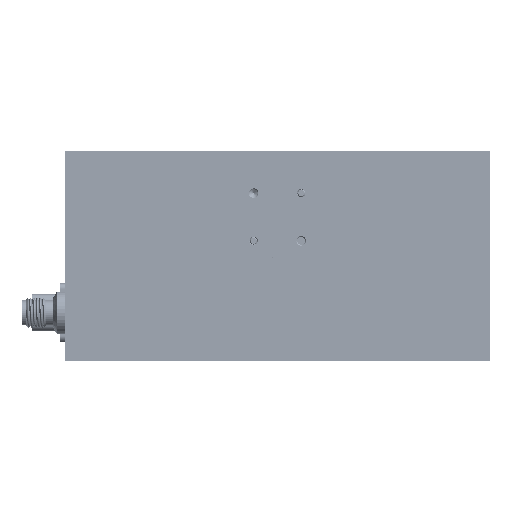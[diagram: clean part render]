
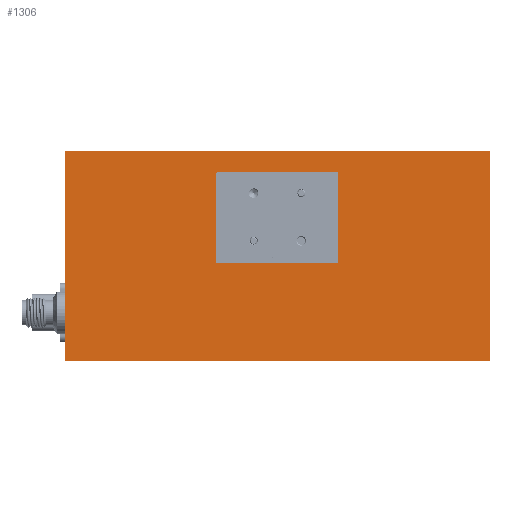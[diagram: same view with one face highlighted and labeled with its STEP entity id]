
A CAD part, left-side view. The second image highlights one B-rep face of the part: STEP entity #1306.
In plain terms, the highlighted planar face has unit normal (-1, 0, 0).
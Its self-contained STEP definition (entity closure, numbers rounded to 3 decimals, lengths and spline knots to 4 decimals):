
#446 = VERTEX_POINT ( 'NONE', #97291 ) ;
#1306 = ADVANCED_FACE ( 'NONE', ( #78137, #126834 ), #79216, .F. ) ;
#4689 = DIRECTION ( 'NONE',  ( 1., 0., 0. ) ) ;
#6384 = DIRECTION ( 'NONE',  ( 0., -1., 0. ) ) ;
#6441 = CARTESIAN_POINT ( 'NONE',  ( -1.9486, -2.142, 1.7373 ) ) ;
#6601 = VECTOR ( 'NONE', #83914, 39.3701 ) ;
#8146 = VERTEX_POINT ( 'NONE', #9414 ) ;
#9414 = CARTESIAN_POINT ( 'NONE',  ( -1.9486, -2.142, -0.0127 ) ) ;
#11134 = CARTESIAN_POINT ( 'NONE',  ( -1.9486, 1.408, -0.0127 ) ) ;
#11566 = VERTEX_POINT ( 'NONE', #43318 ) ;
#12061 = CARTESIAN_POINT ( 'NONE',  ( -1.9486, -2.142, -0.0127 ) ) ;
#16140 = VECTOR ( 'NONE', #43544, 39.3701 ) ;
#17837 = LINE ( 'NONE', #148830, #6601 ) ;
#20930 = CARTESIAN_POINT ( 'NONE',  ( -1.9486, -0.877, 1.5523 ) ) ;
#21300 = EDGE_CURVE ( 'NONE', #8146, #142004, #165569, .T. ) ;
#23448 = EDGE_CURVE ( 'NONE', #11566, #30438, #178241, .T. ) ;
#23859 = AXIS2_PLACEMENT_3D ( 'NONE', #208740, #57289, #60465 ) ;
#24675 = VERTEX_POINT ( 'NONE', #6441 ) ;
#28487 = VERTEX_POINT ( 'NONE', #111004 ) ;
#29002 = LINE ( 'NONE', #43153, #90037 ) ;
#29564 = EDGE_CURVE ( 'NONE', #169174, #86447, #171198, .T. ) ;
#30438 = VERTEX_POINT ( 'NONE', #48492 ) ;
#34561 = ORIENTED_EDGE ( 'NONE', *, *, #29564, .F. ) ;
#34599 = AXIS2_PLACEMENT_3D ( 'NONE', #136152, #122039, #72267 ) ;
#35380 = LINE ( 'NONE', #202033, #76590 ) ;
#36954 = AXIS2_PLACEMENT_3D ( 'NONE', #12061, #144140, #210141 ) ;
#37817 = DIRECTION ( 'NONE',  ( 1., 0., 0. ) ) ;
#39678 = ORIENTED_EDGE ( 'NONE', *, *, #200703, .F. ) ;
#41204 = CARTESIAN_POINT ( 'NONE',  ( -1.9486, 1.408, 1.7373 ) ) ;
#43153 = CARTESIAN_POINT ( 'NONE',  ( -1.9486, -0.877, 1.5623 ) ) ;
#43318 = CARTESIAN_POINT ( 'NONE',  ( -1.9486, 0.133, 0.8023 ) ) ;
#43544 = DIRECTION ( 'NONE',  ( 0., 0., -1. ) ) ;
#44615 = CARTESIAN_POINT ( 'NONE',  ( -1.9486, 0.143, 1.5623 ) ) ;
#48492 = CARTESIAN_POINT ( 'NONE',  ( -1.9486, 0.143, 0.8123 ) ) ;
#52405 = DIRECTION ( 'NONE',  ( 0., 0., 1. ) ) ;
#52492 = ORIENTED_EDGE ( 'NONE', *, *, #178778, .T. ) ;
#55091 = CARTESIAN_POINT ( 'NONE',  ( -1.9486, -0.867, 0.8023 ) ) ;
#57289 = DIRECTION ( 'NONE',  ( 1., 0., 0. ) ) ;
#59242 = ORIENTED_EDGE ( 'NONE', *, *, #134974, .F. ) ;
#60465 = DIRECTION ( 'NONE',  ( 0., -1., 0. ) ) ;
#68054 = ORIENTED_EDGE ( 'NONE', *, *, #75051, .T. ) ;
#72267 = DIRECTION ( 'NONE',  ( 0., -1., 0. ) ) ;
#73799 = EDGE_LOOP ( 'NONE', ( #205745, #59242, #81601, #152916 ) ) ;
#74191 = CARTESIAN_POINT ( 'NONE',  ( -1.9486, -0.867, 1.5623 ) ) ;
#75051 = EDGE_CURVE ( 'NONE', #446, #28487, #96911, .T. ) ;
#76051 = VERTEX_POINT ( 'NONE', #74191 ) ;
#76590 = VECTOR ( 'NONE', #134960, 39.3701 ) ;
#78137 = FACE_BOUND ( 'NONE', #187888, .T. ) ;
#79087 = DIRECTION ( 'NONE',  ( 0., 1., 0. ) ) ;
#79216 = PLANE ( 'NONE',  #36954 ) ;
#81601 = ORIENTED_EDGE ( 'NONE', *, *, #21300, .F. ) ;
#82386 = ORIENTED_EDGE ( 'NONE', *, *, #190515, .F. ) ;
#83914 = DIRECTION ( 'NONE',  ( 0., -1., 0. ) ) ;
#86447 = VERTEX_POINT ( 'NONE', #20930 ) ;
#90037 = VECTOR ( 'NONE', #178345, 39.3701 ) ;
#90851 = CIRCLE ( 'NONE', #187694, 0.01 ) ;
#93308 = VERTEX_POINT ( 'NONE', #41204 ) ;
#96911 = CIRCLE ( 'NONE', #34599, 0.01 ) ;
#97291 = CARTESIAN_POINT ( 'NONE',  ( -1.9486, 0.143, 1.5523 ) ) ;
#110429 = CIRCLE ( 'NONE', #23859, 0.01 ) ;
#111004 = CARTESIAN_POINT ( 'NONE',  ( -1.9486, 0.133, 1.5623 ) ) ;
#115009 = ORIENTED_EDGE ( 'NONE', *, *, #23448, .T. ) ;
#118261 = CARTESIAN_POINT ( 'NONE',  ( -1.9486, -2.142, 1.7373 ) ) ;
#119177 = VERTEX_POINT ( 'NONE', #55091 ) ;
#121592 = CARTESIAN_POINT ( 'NONE',  ( -1.9486, -0.867, 1.5523 ) ) ;
#122039 = DIRECTION ( 'NONE',  ( 1., 0., 0. ) ) ;
#126834 = FACE_OUTER_BOUND ( 'NONE', #73799, .T. ) ;
#126880 = LINE ( 'NONE', #44615, #16140 ) ;
#129900 = EDGE_CURVE ( 'NONE', #169174, #119177, #110429, .T. ) ;
#131856 = EDGE_CURVE ( 'NONE', #76051, #28487, #29002, .T. ) ;
#134960 = DIRECTION ( 'NONE',  ( 0., 0., 1. ) ) ;
#134974 = EDGE_CURVE ( 'NONE', #142004, #93308, #35380, .T. ) ;
#135737 = CARTESIAN_POINT ( 'NONE',  ( -1.9486, -2.142, -0.0127 ) ) ;
#136152 = CARTESIAN_POINT ( 'NONE',  ( -1.9486, 0.133, 1.5523 ) ) ;
#136624 = LINE ( 'NONE', #118261, #214119 ) ;
#141990 = CARTESIAN_POINT ( 'NONE',  ( -1.9486, -0.877, 0.8123 ) ) ;
#142004 = VERTEX_POINT ( 'NONE', #11134 ) ;
#144140 = DIRECTION ( 'NONE',  ( 1., 0., 0. ) ) ;
#146558 = VECTOR ( 'NONE', #52405, 39.3701 ) ;
#148830 = CARTESIAN_POINT ( 'NONE',  ( -1.9486, -0.877, 0.8023 ) ) ;
#149519 = EDGE_CURVE ( 'NONE', #8146, #24675, #153032, .T. ) ;
#151441 = ORIENTED_EDGE ( 'NONE', *, *, #129900, .T. ) ;
#151948 = DIRECTION ( 'NONE',  ( 0., -1., 0. ) ) ;
#152916 = ORIENTED_EDGE ( 'NONE', *, *, #149519, .T. ) ;
#153032 = LINE ( 'NONE', #135737, #146558 ) ;
#154023 = AXIS2_PLACEMENT_3D ( 'NONE', #186080, #37817, #6384 ) ;
#158393 = CARTESIAN_POINT ( 'NONE',  ( -1.9486, -2.142, -0.0127 ) ) ;
#165569 = LINE ( 'NONE', #158393, #209636 ) ;
#168526 = EDGE_CURVE ( 'NONE', #24675, #93308, #136624, .T. ) ;
#169071 = CARTESIAN_POINT ( 'NONE',  ( -1.9486, -0.877, 1.5623 ) ) ;
#169174 = VERTEX_POINT ( 'NONE', #141990 ) ;
#171198 = LINE ( 'NONE', #169071, #192864 ) ;
#178241 = CIRCLE ( 'NONE', #154023, 0.01 ) ;
#178345 = DIRECTION ( 'NONE',  ( 0., 1., 0. ) ) ;
#178778 = EDGE_CURVE ( 'NONE', #76051, #86447, #90851, .T. ) ;
#186080 = CARTESIAN_POINT ( 'NONE',  ( -1.9486, 0.133, 0.8123 ) ) ;
#187694 = AXIS2_PLACEMENT_3D ( 'NONE', #121592, #4689, #151948 ) ;
#187888 = EDGE_LOOP ( 'NONE', ( #210917, #52492, #34561, #151441, #39678, #115009, #82386, #68054 ) ) ;
#190515 = EDGE_CURVE ( 'NONE', #446, #30438, #126880, .T. ) ;
#192864 = VECTOR ( 'NONE', #203680, 39.3701 ) ;
#199446 = DIRECTION ( 'NONE',  ( 0., 1., 0. ) ) ;
#200703 = EDGE_CURVE ( 'NONE', #11566, #119177, #17837, .T. ) ;
#202033 = CARTESIAN_POINT ( 'NONE',  ( -1.9486, 1.408, -0.0127 ) ) ;
#203680 = DIRECTION ( 'NONE',  ( 0., 0., 1. ) ) ;
#205745 = ORIENTED_EDGE ( 'NONE', *, *, #168526, .T. ) ;
#208740 = CARTESIAN_POINT ( 'NONE',  ( -1.9486, -0.867, 0.8123 ) ) ;
#209636 = VECTOR ( 'NONE', #79087, 39.3701 ) ;
#210141 = DIRECTION ( 'NONE',  ( 0., -1., 0. ) ) ;
#210917 = ORIENTED_EDGE ( 'NONE', *, *, #131856, .F. ) ;
#214119 = VECTOR ( 'NONE', #199446, 39.3701 ) ;
